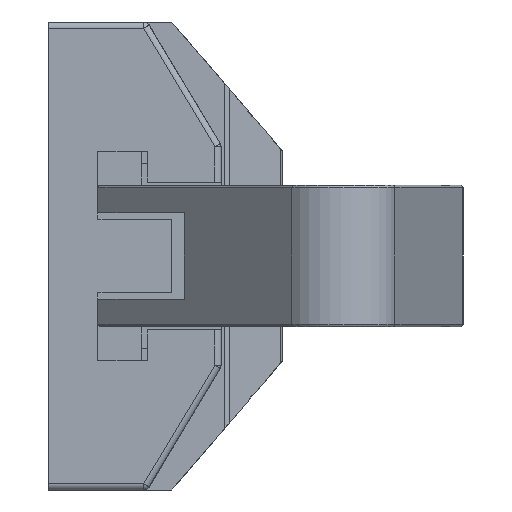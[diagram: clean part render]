
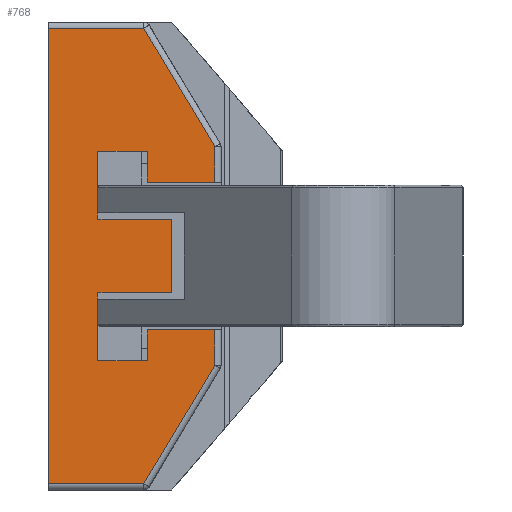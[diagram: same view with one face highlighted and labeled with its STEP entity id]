
A CAD part, left-side view. The second image highlights one B-rep face of the part: STEP entity #768.
In plain terms, the highlighted face is planar.
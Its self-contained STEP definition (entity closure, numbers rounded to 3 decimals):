
#123=CARTESIAN_POINT('',(-18.5,7.717,0.0));
#124=VERTEX_POINT('',#123);
#247=CARTESIAN_POINT('',(-8.862,13.5,0.0));
#248=VERTEX_POINT('',#247);
#273=CARTESIAN_POINT('',(-6.0,13.5,0.0));
#274=VERTEX_POINT('',#273);
#282=CARTESIAN_POINT('',(-6.0,13.5,0.0));
#283=DIRECTION('',(-1.0,0.0,0.0));
#284=VECTOR('',#283,2.862);
#285=LINE('',#282,#284);
#286=EDGE_CURVE('',#274,#248,#285,.T.);
#311=CARTESIAN_POINT('',(-8.862,13.5,0.0));
#312=DIRECTION('',(-0.857,-0.514,0.0));
#313=VECTOR('',#312,11.24);
#314=LINE('',#311,#313);
#315=EDGE_CURVE('',#248,#124,#314,.T.);
#436=CARTESIAN_POINT('',(-18.5,0.,0.0));
#437=VERTEX_POINT('',#436);
#454=CARTESIAN_POINT('',(-18.5,7.717,0.0));
#455=DIRECTION('',(0.0,-1.0,0.0));
#456=VECTOR('',#455,7.717);
#457=LINE('',#454,#456);
#458=EDGE_CURVE('',#124,#437,#457,.T.);
#488=CARTESIAN_POINT('',(18.5,0.,0.0));
#489=VERTEX_POINT('',#488);
#490=CARTESIAN_POINT('',(-18.5,0.,0.0));
#491=DIRECTION('',(1.0,0.0,0.0));
#492=VECTOR('',#491,37.0);
#493=LINE('',#490,#492);
#494=EDGE_CURVE('',#437,#489,#493,.T.);
#647=CARTESIAN_POINT('',(0.,6.006,0.0));
#648=DIRECTION('',(0.0,0.0,1.0));
#649=DIRECTION('',(1.0,0.0,0.0));
#650=AXIS2_PLACEMENT_3D('',#647,#648,#649);
#651=PLANE('',#650);
#652=ORIENTED_EDGE('',*,*,#458,.F.);
#653=ORIENTED_EDGE('',*,*,#315,.F.);
#654=ORIENTED_EDGE('',*,*,#286,.F.);
#655=CARTESIAN_POINT('',(-6.,8.,0.0));
#656=VERTEX_POINT('',#655);
#657=CARTESIAN_POINT('',(-6.0,13.5,0.0));
#658=DIRECTION('',(0.0,-1.0,0.0));
#659=VECTOR('',#658,5.5);
#660=LINE('',#657,#659);
#661=EDGE_CURVE('',#274,#656,#660,.T.);
#662=ORIENTED_EDGE('',*,*,#661,.T.);
#663=CARTESIAN_POINT('',(-8.5,8.,0.0));
#664=VERTEX_POINT('',#663);
#665=CARTESIAN_POINT('',(-6.,8.,0.0));
#666=DIRECTION('',(-1.0,0.0,0.0));
#667=VECTOR('',#666,2.5);
#668=LINE('',#665,#667);
#669=EDGE_CURVE('',#656,#664,#668,.T.);
#670=ORIENTED_EDGE('',*,*,#669,.T.);
#671=CARTESIAN_POINT('',(-8.5,4.,0.0));
#672=VERTEX_POINT('',#671);
#673=CARTESIAN_POINT('',(-8.5,8.,0.0));
#674=DIRECTION('',(0.0,-1.0,0.0));
#675=VECTOR('',#674,4.);
#676=LINE('',#673,#675);
#677=EDGE_CURVE('',#664,#672,#676,.T.);
#678=ORIENTED_EDGE('',*,*,#677,.T.);
#679=CARTESIAN_POINT('',(-3.,4.,0.0));
#680=VERTEX_POINT('',#679);
#681=CARTESIAN_POINT('',(-8.5,4.,0.0));
#682=DIRECTION('',(1.0,0.0,0.0));
#683=VECTOR('',#682,5.5);
#684=LINE('',#681,#683);
#685=EDGE_CURVE('',#672,#680,#684,.T.);
#686=ORIENTED_EDGE('',*,*,#685,.T.);
#687=CARTESIAN_POINT('',(-3.,10.,0.0));
#688=VERTEX_POINT('',#687);
#689=CARTESIAN_POINT('',(-3.,4.,0.0));
#690=DIRECTION('',(0.0,1.0,0.0));
#691=VECTOR('',#690,6.);
#692=LINE('',#689,#691);
#693=EDGE_CURVE('',#680,#688,#692,.T.);
#694=ORIENTED_EDGE('',*,*,#693,.T.);
#695=CARTESIAN_POINT('',(3.,10.,0.0));
#696=VERTEX_POINT('',#695);
#697=CARTESIAN_POINT('',(-3.,10.,0.0));
#698=DIRECTION('',(1.0,0.0,0.0));
#699=VECTOR('',#698,6.0);
#700=LINE('',#697,#699);
#701=EDGE_CURVE('',#688,#696,#700,.T.);
#702=ORIENTED_EDGE('',*,*,#701,.T.);
#703=CARTESIAN_POINT('',(3.,4.,0.0));
#704=VERTEX_POINT('',#703);
#705=CARTESIAN_POINT('',(3.0,10.,0.0));
#706=DIRECTION('',(0.0,-1.0,0.0));
#707=VECTOR('',#706,6.);
#708=LINE('',#705,#707);
#709=EDGE_CURVE('',#696,#704,#708,.T.);
#710=ORIENTED_EDGE('',*,*,#709,.T.);
#711=CARTESIAN_POINT('',(8.5,4.,0.0));
#712=VERTEX_POINT('',#711);
#713=CARTESIAN_POINT('',(3.,4.,0.0));
#714=DIRECTION('',(1.0,0.0,0.0));
#715=VECTOR('',#714,5.5);
#716=LINE('',#713,#715);
#717=EDGE_CURVE('',#704,#712,#716,.T.);
#718=ORIENTED_EDGE('',*,*,#717,.T.);
#719=CARTESIAN_POINT('',(8.5,8.,0.0));
#720=VERTEX_POINT('',#719);
#721=CARTESIAN_POINT('',(8.5,4.,0.0));
#722=DIRECTION('',(0.0,1.0,0.0));
#723=VECTOR('',#722,4.);
#724=LINE('',#721,#723);
#725=EDGE_CURVE('',#712,#720,#724,.T.);
#726=ORIENTED_EDGE('',*,*,#725,.T.);
#727=CARTESIAN_POINT('',(6.0,8.,0.0));
#728=VERTEX_POINT('',#727);
#729=CARTESIAN_POINT('',(8.5,8.,0.0));
#730=DIRECTION('',(-1.0,0.0,0.0));
#731=VECTOR('',#730,2.5);
#732=LINE('',#729,#731);
#733=EDGE_CURVE('',#720,#728,#732,.T.);
#734=ORIENTED_EDGE('',*,*,#733,.T.);
#735=CARTESIAN_POINT('',(6.0,13.5,0.0));
#736=VERTEX_POINT('',#735);
#737=CARTESIAN_POINT('',(6.0,8.,0.0));
#738=DIRECTION('',(0.0,1.0,0.0));
#739=VECTOR('',#738,5.5);
#740=LINE('',#737,#739);
#741=EDGE_CURVE('',#728,#736,#740,.T.);
#742=ORIENTED_EDGE('',*,*,#741,.T.);
#743=CARTESIAN_POINT('',(8.862,13.5,0.0));
#744=VERTEX_POINT('',#743);
#745=CARTESIAN_POINT('',(8.862,13.5,0.0));
#746=DIRECTION('',(-1.0,0.0,0.0));
#747=VECTOR('',#746,2.862);
#748=LINE('',#745,#747);
#749=EDGE_CURVE('',#744,#736,#748,.T.);
#750=ORIENTED_EDGE('',*,*,#749,.F.);
#751=CARTESIAN_POINT('',(18.5,7.717,0.0));
#752=VERTEX_POINT('',#751);
#753=CARTESIAN_POINT('',(18.5,7.717,0.0));
#754=DIRECTION('',(-0.857,0.514,0.0));
#755=VECTOR('',#754,11.24);
#756=LINE('',#753,#755);
#757=EDGE_CURVE('',#752,#744,#756,.T.);
#758=ORIENTED_EDGE('',*,*,#757,.F.);
#759=CARTESIAN_POINT('',(18.5,0.,0.0));
#760=DIRECTION('',(0.0,1.0,0.0));
#761=VECTOR('',#760,7.717);
#762=LINE('',#759,#761);
#763=EDGE_CURVE('',#489,#752,#762,.T.);
#764=ORIENTED_EDGE('',*,*,#763,.F.);
#765=ORIENTED_EDGE('',*,*,#494,.F.);
#766=EDGE_LOOP('',(#652,#653,#654,#662,#670,#678,#686,#694,#702,#710,#718,#726,#734,#742,#750,#758,#764,#765));
#767=FACE_OUTER_BOUND('',#766,.T.);
#768=ADVANCED_FACE('',(#767),#651,.F.);
